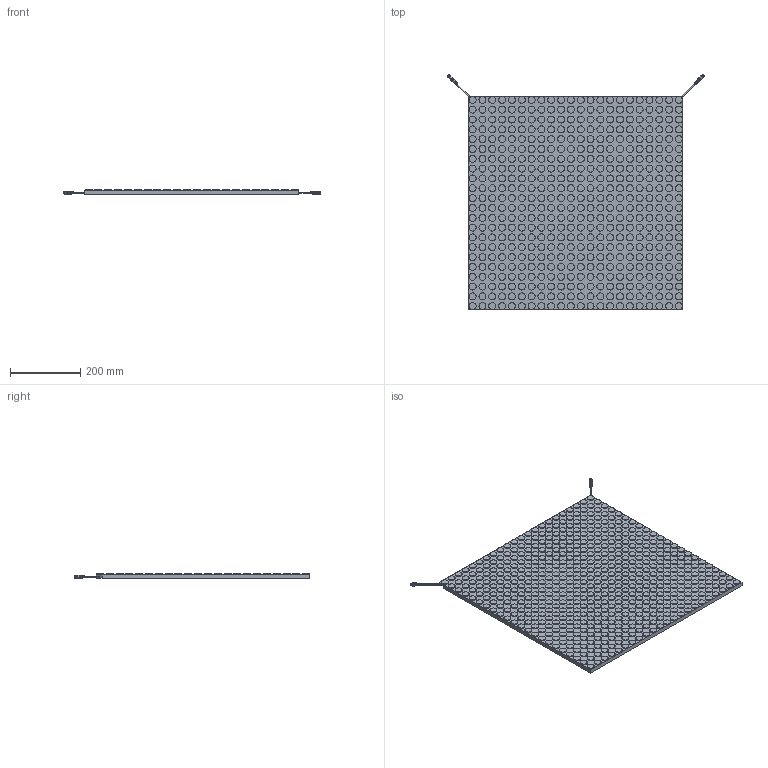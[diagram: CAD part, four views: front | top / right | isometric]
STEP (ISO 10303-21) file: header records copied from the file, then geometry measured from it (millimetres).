
FILE_DESCRIPTION (( 'STEP AP214' ), '1' );
FILE_NAME ('1602-6410.STEP', '2025-04-22T18:57:17', ( '' ), ( '' ), 'SwSTEP 2.0', 'SolidWorks 2024', '' );
FILE_SCHEMA (( 'AUTOMOTIVE_DESIGN' ));
Length unit declared in the file: inch
Products named in the file (1): 1602-6410
Bounding box: 734.16 x 672.45 x 14 mm (x, y, z)
Volume: 4765028.7 mm3; surface area: 838555.4 mm2
Topology: 20 solids, 20 shells, 1836 faces, 3829 edges, 2504 vertices
Faces by surface type: cylinder 1086, plane 612, cone 92, bspline 46
Entity records: 51434 total; most frequent: DIRECTION 9754, CARTESIAN_POINT 9737, ORIENTED_EDGE 7634, AXIS2_PLACEMENT_3D 4214, EDGE_CURVE 3817, VERTEX_POINT 2504, CIRCLE 2423, EDGE_LOOP 2361
